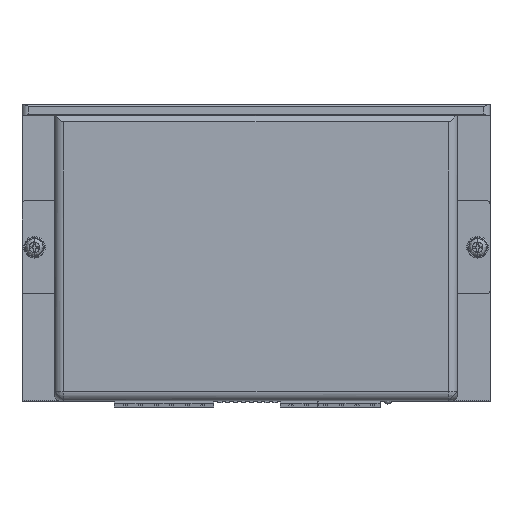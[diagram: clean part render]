
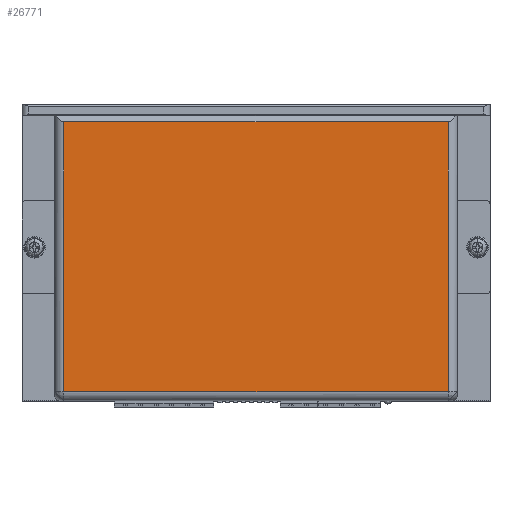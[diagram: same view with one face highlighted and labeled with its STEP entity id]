
A CAD part, top view. The second image highlights one B-rep face of the part: STEP entity #26771.
In plain terms, the highlighted planar face has unit normal (0, 0, 1).
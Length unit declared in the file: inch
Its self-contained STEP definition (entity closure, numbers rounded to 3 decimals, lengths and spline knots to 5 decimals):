
#78 = LINE ( 'NONE', #29950, #44985 ) ;
#228 = DIRECTION ( 'NONE',  ( 0., 0., -1. ) ) ;
#1559 = CARTESIAN_POINT ( 'NONE',  ( 2.44094, 1.7126, 0. ) ) ;
#4726 = DIRECTION ( 'NONE',  ( -1., 0., 0. ) ) ;
#5320 = VERTEX_POINT ( 'NONE', #1559 ) ;
#7037 = AXIS2_PLACEMENT_3D ( 'NONE', #51442, #228, #4726 ) ;
#7443 = DIRECTION ( 'NONE',  ( -1., 0., 0. ) ) ;
#10746 = VECTOR ( 'NONE', #7443, 39.37008 ) ;
#13756 = ORIENTED_EDGE ( 'NONE', *, *, #25714, .F. ) ;
#19446 = LINE ( 'NONE', #44014, #10746 ) ;
#20089 = FACE_OUTER_BOUND ( 'NONE', #41004, .T. ) ;
#25714 = EDGE_CURVE ( 'NONE', #54583, #44177, #78, .T. ) ;
#25747 = DIRECTION ( 'NONE',  ( 0., -1., 0. ) ) ;
#25835 = LINE ( 'NONE', #51454, #47334 ) ;
#26771 = ADVANCED_FACE ( 'NONE', ( #20089 ), #39223, .F. ) ;
#29250 = CARTESIAN_POINT ( 'NONE',  ( -2.53858, 1.7126, 0. ) ) ;
#29950 = CARTESIAN_POINT ( 'NONE',  ( -2.44094, 1.7811, 0. ) ) ;
#30444 = CARTESIAN_POINT ( 'NONE',  ( -2.44094, 1.7126, 0. ) ) ;
#33288 = ORIENTED_EDGE ( 'NONE', *, *, #44595, .F. ) ;
#38209 = CARTESIAN_POINT ( 'NONE',  ( 2.44094, -1.7126, 0. ) ) ;
#38257 = DIRECTION ( 'NONE',  ( 1., 0., 0. ) ) ;
#39223 = PLANE ( 'NONE',  #7037 ) ;
#39523 = ORIENTED_EDGE ( 'NONE', *, *, #48478, .F. ) ;
#40715 = ORIENTED_EDGE ( 'NONE', *, *, #49778, .F. ) ;
#41004 = EDGE_LOOP ( 'NONE', ( #39523, #13756, #33288, #40715 ) ) ;
#44014 = CARTESIAN_POINT ( 'NONE',  ( -2.53858, -1.7126, 0. ) ) ;
#44177 = VERTEX_POINT ( 'NONE', #30444 ) ;
#44595 = EDGE_CURVE ( 'NONE', #52867, #54583, #19446, .T. ) ;
#44865 = CARTESIAN_POINT ( 'NONE',  ( -2.44094, -1.7126, 0. ) ) ;
#44985 = VECTOR ( 'NONE', #47234, 39.37008 ) ;
#47234 = DIRECTION ( 'NONE',  ( 0., 1., 0. ) ) ;
#47334 = VECTOR ( 'NONE', #25747, 39.37008 ) ;
#48478 = EDGE_CURVE ( 'NONE', #44177, #5320, #50835, .T. ) ;
#49778 = EDGE_CURVE ( 'NONE', #5320, #52867, #25835, .T. ) ;
#50835 = LINE ( 'NONE', #29250, #53488 ) ;
#51442 = CARTESIAN_POINT ( 'NONE',  ( -2.53858, 1.7811, 0. ) ) ;
#51454 = CARTESIAN_POINT ( 'NONE',  ( 2.44094, 1.7811, 0. ) ) ;
#52867 = VERTEX_POINT ( 'NONE', #38209 ) ;
#53488 = VECTOR ( 'NONE', #38257, 39.37008 ) ;
#54583 = VERTEX_POINT ( 'NONE', #44865 ) ;
